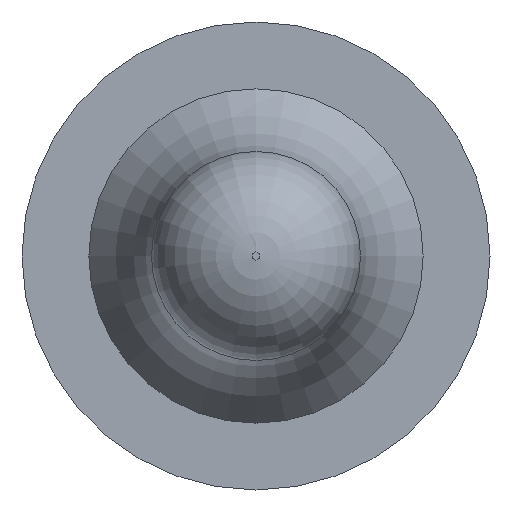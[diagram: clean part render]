
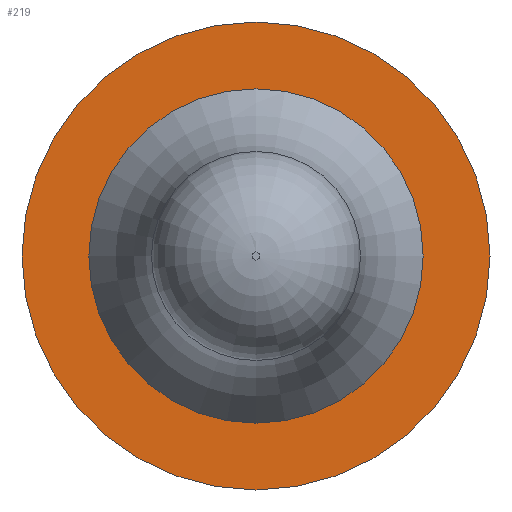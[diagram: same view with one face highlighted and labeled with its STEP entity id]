
A CAD part, left-side view. The second image highlights one B-rep face of the part: STEP entity #219.
In plain terms, the highlighted planar face has unit normal (-1, 0, 0).
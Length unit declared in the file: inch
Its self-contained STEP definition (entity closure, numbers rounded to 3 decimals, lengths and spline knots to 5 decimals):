
#3 = CARTESIAN_POINT ( 'NONE',  ( -0.3965, 0., 0.02 ) ) ;
#13 = ORIENTED_EDGE ( 'NONE', *, *, #271, .F. ) ;
#30 = DIRECTION ( 'NONE',  ( 0., 0., 1. ) ) ;
#43 = VERTEX_POINT ( 'NONE', #3 ) ;
#63 = CARTESIAN_POINT ( 'NONE',  ( -0.3965, 0., 0.028 ) ) ;
#79 = DIRECTION ( 'NONE',  ( 1., 0., 0. ) ) ;
#141 = VERTEX_POINT ( 'NONE', #63 ) ;
#150 = AXIS2_PLACEMENT_3D ( 'NONE', #534, #79, #592 ) ;
#161 = FACE_BOUND ( 'NONE', #423, .T. ) ;
#190 = PLANE ( 'NONE',  #150 ) ;
#219 = ADVANCED_FACE ( 'NONE', ( #161, #343 ), #190, .F. ) ;
#244 = DIRECTION ( 'NONE',  ( -1., 0., 0. ) ) ;
#271 = EDGE_CURVE ( 'NONE', #43, #43, #627, .T. ) ;
#278 = AXIS2_PLACEMENT_3D ( 'NONE', #371, #488, #30 ) ;
#302 = CIRCLE ( 'NONE', #358, 0.028 ) ;
#332 = DIRECTION ( 'NONE',  ( 0., 0., 1. ) ) ;
#343 = FACE_OUTER_BOUND ( 'NONE', #429, .T. ) ;
#358 = AXIS2_PLACEMENT_3D ( 'NONE', #554, #244, #332 ) ;
#371 = CARTESIAN_POINT ( 'NONE',  ( -0.3965, 0., 0. ) ) ;
#397 = ORIENTED_EDGE ( 'NONE', *, *, #418, .T. ) ;
#418 = EDGE_CURVE ( 'NONE', #141, #141, #302, .T. ) ;
#423 = EDGE_LOOP ( 'NONE', ( #13 ) ) ;
#429 = EDGE_LOOP ( 'NONE', ( #397 ) ) ;
#488 = DIRECTION ( 'NONE',  ( -1., 0., 0. ) ) ;
#534 = CARTESIAN_POINT ( 'NONE',  ( -0.3965, 0.02, 0. ) ) ;
#554 = CARTESIAN_POINT ( 'NONE',  ( -0.3965, 0., 0. ) ) ;
#592 = DIRECTION ( 'NONE',  ( 0., 0., -1. ) ) ;
#627 = CIRCLE ( 'NONE', #278, 0.02 ) ;
